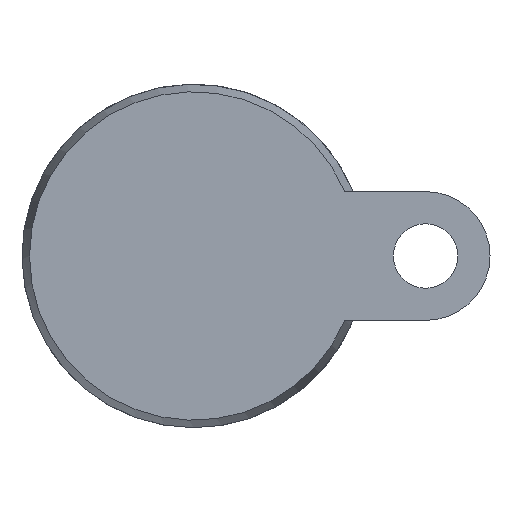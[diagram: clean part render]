
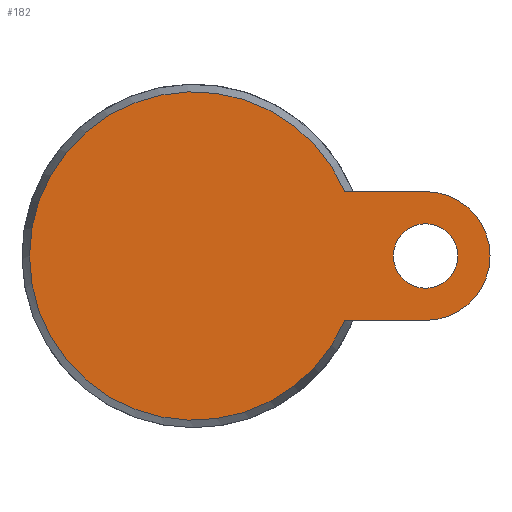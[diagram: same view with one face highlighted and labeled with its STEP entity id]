
A CAD part, front view. The second image highlights one B-rep face of the part: STEP entity #182.
In plain terms, the highlighted planar face has unit normal (0, -1, 0).
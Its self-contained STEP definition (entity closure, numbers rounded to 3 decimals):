
#182 = ADVANCED_FACE( '', ( #377, #378 ), #379, .F. );
#377 = FACE_BOUND( '', #602, .T. );
#378 = FACE_OUTER_BOUND( '', #603, .T. );
#379 = PLANE( '', #604 );
#602 = EDGE_LOOP( '', ( #1032 ) );
#603 = EDGE_LOOP( '', ( #1033, #1034, #1035, #1036 ) );
#604 = AXIS2_PLACEMENT_3D( '', #1037, #1038, #1039 );
#1032 = ORIENTED_EDGE( '', *, *, #1221, .T. );
#1033 = ORIENTED_EDGE( '', *, *, #1230, .F. );
#1034 = ORIENTED_EDGE( '', *, *, #1209, .T. );
#1035 = ORIENTED_EDGE( '', *, *, #1150, .F. );
#1036 = ORIENTED_EDGE( '', *, *, #1168, .F. );
#1037 = CARTESIAN_POINT( '', ( 38.25, 0., 0. ) );
#1038 = DIRECTION( '', ( 0., 1., 0. ) );
#1039 = DIRECTION( '', ( 0., 0., 1. ) );
#1150 = EDGE_CURVE( '', #1368, #1369, #1370, .T. );
#1168 = EDGE_CURVE( '', #1396, #1368, #1397, .T. );
#1209 = EDGE_CURVE( '', #1449, #1369, #1452, .T. );
#1221 = EDGE_CURVE( '', #1466, #1466, #1467, .T. );
#1230 = EDGE_CURVE( '', #1449, #1396, #1476, .T. );
#1368 = VERTEX_POINT( '', #1708 );
#1369 = VERTEX_POINT( '', #1709 );
#1370 = LINE( '', #1710, #1711 );
#1396 = VERTEX_POINT( '', #1742 );
#1397 = CIRCLE( '', #1743, 15. );
#1449 = VERTEX_POINT( '', #1858 );
#1452 = CIRCLE( '', #1864, 38.25 );
#1466 = VERTEX_POINT( '', #1886 );
#1467 = CIRCLE( '', #1887, 7.5 );
#1476 = LINE( '', #1913, #1914 );
#1708 = CARTESIAN_POINT( '', ( 54., 0., -15. ) );
#1709 = CARTESIAN_POINT( '', ( 35.186, 0., -15. ) );
#1710 = CARTESIAN_POINT( '', ( 54., 0., -15. ) );
#1711 = VECTOR( '', #2017, 1000. );
#1742 = CARTESIAN_POINT( '', ( 54., 0., 15. ) );
#1743 = AXIS2_PLACEMENT_3D( '', #2050, #2051, #2052 );
#1858 = CARTESIAN_POINT( '', ( 35.186, 0., 15. ) );
#1864 = AXIS2_PLACEMENT_3D( '', #2090, #2091, #2092 );
#1886 = CARTESIAN_POINT( '', ( 61.5, 0., 0. ) );
#1887 = AXIS2_PLACEMENT_3D( '', #2103, #2104, #2105 );
#1913 = CARTESIAN_POINT( '', ( 0., 0., 15. ) );
#1914 = VECTOR( '', #2106, 1000. );
#2017 = DIRECTION( '', ( -1., 0., 0. ) );
#2050 = CARTESIAN_POINT( '', ( 54., 0., 0. ) );
#2051 = DIRECTION( '', ( 0., 1., 0. ) );
#2052 = DIRECTION( '', ( 1., 0., 0. ) );
#2090 = CARTESIAN_POINT( '', ( 0., 0., 0. ) );
#2091 = DIRECTION( '', ( 0., -1., 0. ) );
#2092 = DIRECTION( '', ( 0., 0., -1. ) );
#2103 = CARTESIAN_POINT( '', ( 54., 0., 0. ) );
#2104 = DIRECTION( '', ( 0., 1., 0. ) );
#2105 = DIRECTION( '', ( 1., 0., 0. ) );
#2106 = DIRECTION( '', ( 1., 0., 0. ) );
